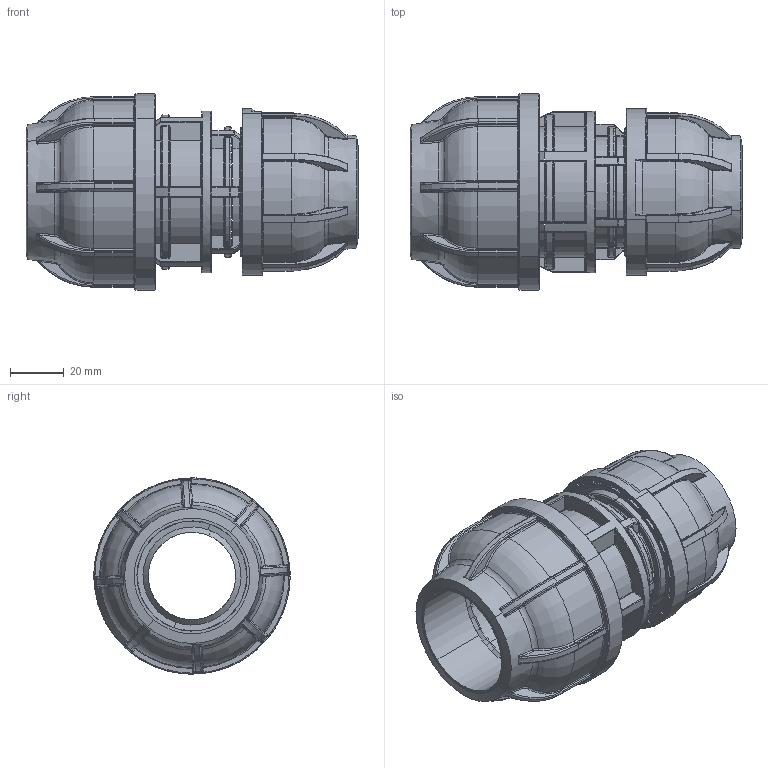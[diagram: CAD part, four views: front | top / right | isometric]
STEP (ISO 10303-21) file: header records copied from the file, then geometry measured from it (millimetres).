
FILE_DESCRIPTION (( 'STEP AP203' ), '1' );
FILE_NAME ('R212.040.032.step', '2013-11-19T09:12:38', ( 'Alusic' ), ( 'Alusic' ), 'SwSTEP 2.0', 'SolidWorks 2011', '' );
FILE_SCHEMA (( 'CONFIG_CONTROL_DESIGN' ));
Length unit declared in the file: millimetre
Products named in the file (1): R212.040.032
Bounding box: 123.49 x 72.98 x 72.99 mm (x, y, z)
Surface area: 59769.9 mm2 (no closed solid volume)
Topology: 0 solids, 25 shells, 1400 faces, 4506 edges, 2833 vertices
Faces by surface type: cylinder 480, bspline 301, torus 292, plane 266, sphere 31, cone 30
Entity records: 62651 total; most frequent: CARTESIAN_POINT 27499, DIRECTION 7107, ORIENTED_EDGE 6981, EDGE_CURVE 4445, AXIS2_PLACEMENT_3D 3016, VERTEX_POINT 2833, CIRCLE 1916, EDGE_LOOP 1407
